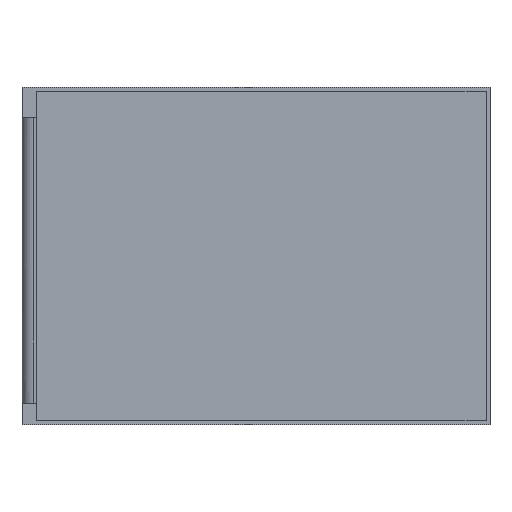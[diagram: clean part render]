
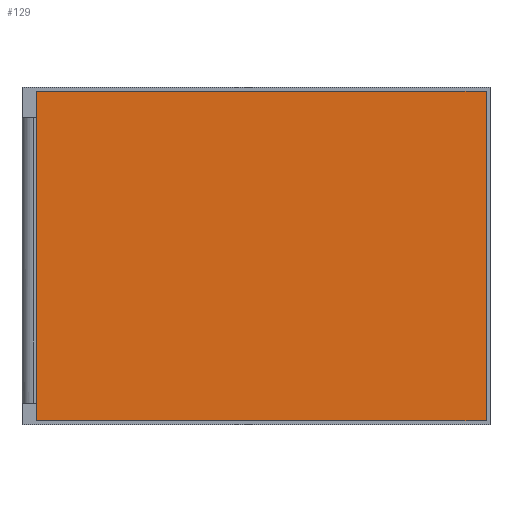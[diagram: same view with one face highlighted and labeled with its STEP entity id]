
A CAD part, top view. The second image highlights one B-rep face of the part: STEP entity #129.
In plain terms, the highlighted free-form (B-spline) face has degree [1, 1] with [2, 2] control points.
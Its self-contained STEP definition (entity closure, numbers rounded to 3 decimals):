
#31 = VERTEX_POINT('',#32);
#32 = CARTESIAN_POINT('',(2.439,0.678,4.065)
  );
#37 = EDGE_CURVE('',#38,#31,#40,.T.);
#38 = VERTEX_POINT('',#39);
#39 = CARTESIAN_POINT('',(2.439,56.912,4.065)
  );
#40 = B_SPLINE_CURVE_WITH_KNOTS('',1,(#41,#42),.UNSPECIFIED.,.F.,.F.,(2,
    2),(0.,41.5),.PIECEWISE_BEZIER_KNOTS.);
#41 = CARTESIAN_POINT('',(2.439,56.912,4.065)
  );
#42 = CARTESIAN_POINT('',(2.439,0.678,4.065)
  );
#65 = EDGE_CURVE('',#66,#38,#68,.T.);
#66 = VERTEX_POINT('',#67);
#67 = CARTESIAN_POINT('',(79.27,56.912,4.065
    ));
#68 = B_SPLINE_CURVE_WITH_KNOTS('',1,(#69,#70),.UNSPECIFIED.,.F.,.F.,(2,
    2),(0.,56.7),.PIECEWISE_BEZIER_KNOTS.);
#69 = CARTESIAN_POINT('',(79.27,56.912,4.065
    ));
#70 = CARTESIAN_POINT('',(2.439,56.912,4.065)
  );
#93 = EDGE_CURVE('',#94,#66,#96,.T.);
#94 = VERTEX_POINT('',#95);
#95 = CARTESIAN_POINT('',(79.27,0.678,4.065)
  );
#96 = B_SPLINE_CURVE_WITH_KNOTS('',1,(#97,#98),.UNSPECIFIED.,.F.,.F.,(2,
    2),(0.,41.5),.PIECEWISE_BEZIER_KNOTS.);
#97 = CARTESIAN_POINT('',(79.27,0.678,4.065)
  );
#98 = CARTESIAN_POINT('',(79.27,56.912,4.065
    ));
#119 = EDGE_CURVE('',#31,#94,#120,.T.);
#120 = B_SPLINE_CURVE_WITH_KNOTS('',1,(#121,#122),.UNSPECIFIED.,.F.,.F.,
  (2,2),(0.,56.7),.PIECEWISE_BEZIER_KNOTS.);
#121 = CARTESIAN_POINT('',(2.439,0.678,4.065)
  );
#122 = CARTESIAN_POINT('',(79.27,0.678,4.065
    ));
#129 = ADVANCED_FACE('',(#130),#136,.T.);
#130 = FACE_BOUND('',#131,.T.);
#131 = EDGE_LOOP('',(#132,#133,#134,#135));
#132 = ORIENTED_EDGE('',*,*,#119,.T.);
#133 = ORIENTED_EDGE('',*,*,#93,.T.);
#134 = ORIENTED_EDGE('',*,*,#65,.T.);
#135 = ORIENTED_EDGE('',*,*,#37,.T.);
#136 = B_SPLINE_SURFACE_WITH_KNOTS('',1,1,(
    (#137,#138)
    ,(#139,#140
    )),.UNSPECIFIED.,.F.,.F.,.F.,(2,2),(2,2),(-28.35,28.35),(-20.75,
    20.75),.PIECEWISE_BEZIER_KNOTS.);
#137 = CARTESIAN_POINT('',(2.439,0.678,4.065)
  );
#138 = CARTESIAN_POINT('',(2.439,56.912,4.065
    ));
#139 = CARTESIAN_POINT('',(79.27,0.678,4.065
    ));
#140 = CARTESIAN_POINT('',(79.27,56.912,
    4.065));
